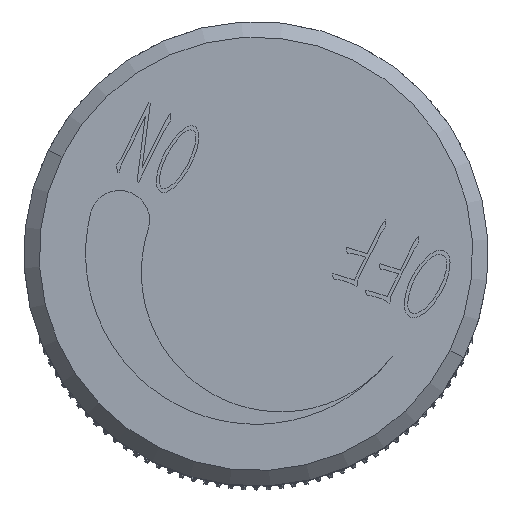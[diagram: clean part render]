
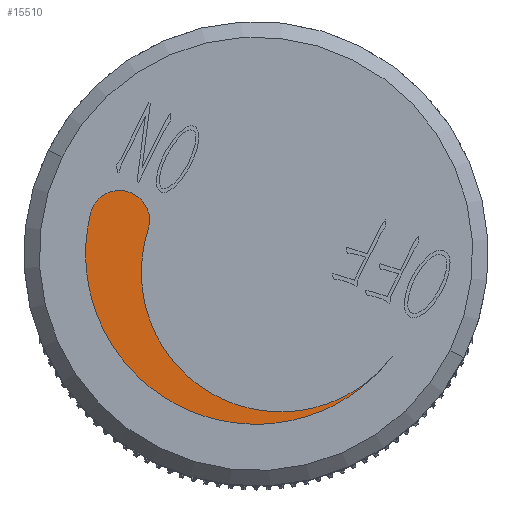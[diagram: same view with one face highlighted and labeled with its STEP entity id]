
A CAD part, top view. The second image highlights one B-rep face of the part: STEP entity #15510.
In plain terms, the highlighted planar face has unit normal (0, 0, 1).
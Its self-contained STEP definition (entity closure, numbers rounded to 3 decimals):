
#1137 = AXIS2_PLACEMENT_3D ( 'NONE', #23900, #6797, #23586 ) ;
#1230 = AXIS2_PLACEMENT_3D ( 'NONE', #7524, #25229, #7983 ) ;
#1926 = FACE_OUTER_BOUND ( 'NONE', #15241, .T. ) ;
#2436 = VERTEX_POINT ( 'NONE', #18382 ) ;
#3769 = ORIENTED_EDGE ( 'NONE', *, *, #6246, .T. ) ;
#4046 = CARTESIAN_POINT ( 'NONE',  ( -5.408, 1., 22. ) ) ;
#6246 = EDGE_CURVE ( 'NONE', #22049, #12986, #6780, .T. ) ;
#6780 = CIRCLE ( 'NONE', #15299, 4.5 ) ;
#6797 = DIRECTION ( 'NONE',  ( 0., 0., 1. ) ) ;
#7524 = CARTESIAN_POINT ( 'NONE',  ( 0., 0., 22. ) ) ;
#7930 = DIRECTION ( 'NONE',  ( 0., 0., -1. ) ) ;
#7983 = DIRECTION ( 'NONE',  ( 1., 0., 0. ) ) ;
#8086 = CARTESIAN_POINT ( 'NONE',  ( -0.983, 0.182, 22. ) ) ;
#10353 = CIRCLE ( 'NONE', #16877, 0.967 ) ;
#12687 = CARTESIAN_POINT ( 'NONE',  ( 3.466, 0.855, 22. ) ) ;
#12986 = VERTEX_POINT ( 'NONE', #12687 ) ;
#15241 = EDGE_LOOP ( 'NONE', ( #3769, #16564, #26029 ) ) ;
#15299 = AXIS2_PLACEMENT_3D ( 'NONE', #8086, #7930, #21894 ) ;
#15510 = ADVANCED_FACE ( 'NONE', ( #1926 ), #25944, .T. ) ;
#16564 = ORIENTED_EDGE ( 'NONE', *, *, #20396, .T. ) ;
#16877 = AXIS2_PLACEMENT_3D ( 'NONE', #26990, #24505, #19940 ) ;
#18382 = CARTESIAN_POINT ( 'NONE',  ( 5.365, 1.213, 22. ) ) ;
#19940 = DIRECTION ( 'NONE',  ( 1., 0., 0. ) ) ;
#20396 = EDGE_CURVE ( 'NONE', #12986, #2436, #10353, .T. ) ;
#21794 = CIRCLE ( 'NONE', #1230, 5.5 ) ;
#21894 = DIRECTION ( 'NONE',  ( 1., 0., 0. ) ) ;
#22049 = VERTEX_POINT ( 'NONE', #4046 ) ;
#23586 = DIRECTION ( 'NONE',  ( 1., 0., 0. ) ) ;
#23900 = CARTESIAN_POINT ( 'NONE',  ( 0., 0., 22. ) ) ;
#24505 = DIRECTION ( 'NONE',  ( 0., 0., 1. ) ) ;
#25229 = DIRECTION ( 'NONE',  ( 0., 0., 1. ) ) ;
#25944 = PLANE ( 'NONE',  #1137 ) ;
#26029 = ORIENTED_EDGE ( 'NONE', *, *, #29728, .T. ) ;
#26990 = CARTESIAN_POINT ( 'NONE',  ( 4.422, 1., 22. ) ) ;
#29728 = EDGE_CURVE ( 'NONE', #2436, #22049, #21794, .T. ) ;
